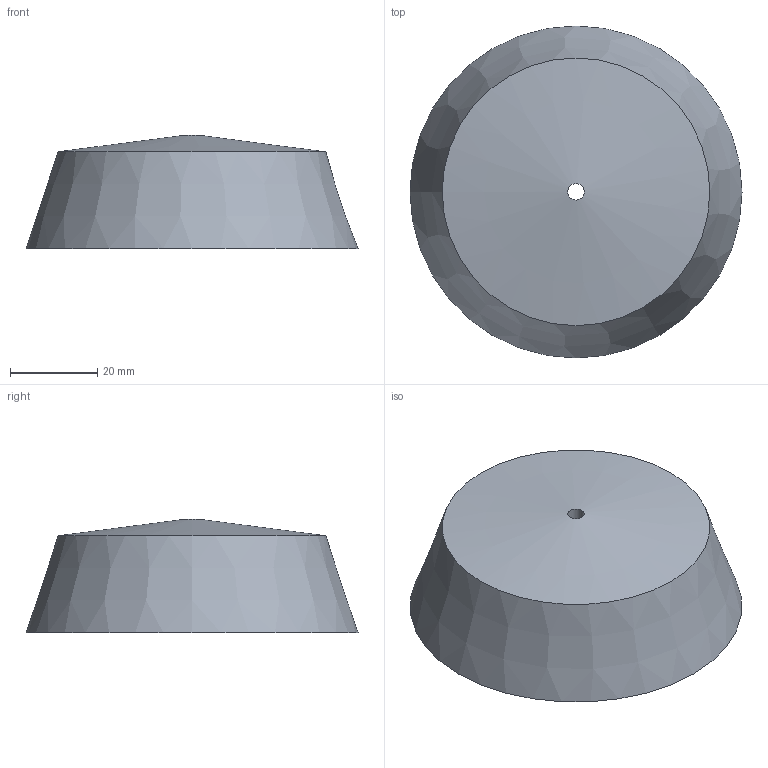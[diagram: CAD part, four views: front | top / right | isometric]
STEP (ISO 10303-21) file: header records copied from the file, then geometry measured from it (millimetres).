
FILE_DESCRIPTION(('FreeCAD Model'),'2;1');
FILE_NAME('Open CASCADE Shape Model','2024-04-30T21:17:52',('Author'),( ''),'Open CASCADE STEP processor 7.6','FreeCAD','Unknown');
FILE_SCHEMA(('AUTOMOTIVE_DESIGN { 1 0 10303 214 1 1 1 1 }'));
Length unit declared in the file: millimetre
Products named in the file (1): Body
Bounding box: 76.2 x 76.2 x 25.96 mm (x, y, z)
Volume: 40715.1 mm3; surface area: 14841.9 mm2
Topology: 1 solids, 1 shells, 6 faces, 11 edges, 6 vertices
Faces by surface type: cone 4, plane 1, cylinder 1
Full cylindrical faces by diameter (mm): 3.797 x1
Entity records: 298 total; most frequent: CARTESIAN_POINT 66, DIRECTION 33, ORIENTED_EDGE 22, PCURVE 22, DEFINITIONAL_REPRESENTATION 22, B_SPLINE_CURVE_WITH_KNOTS 20, AXIS2_PLACEMENT_3D 13, EDGE_CURVE 11
